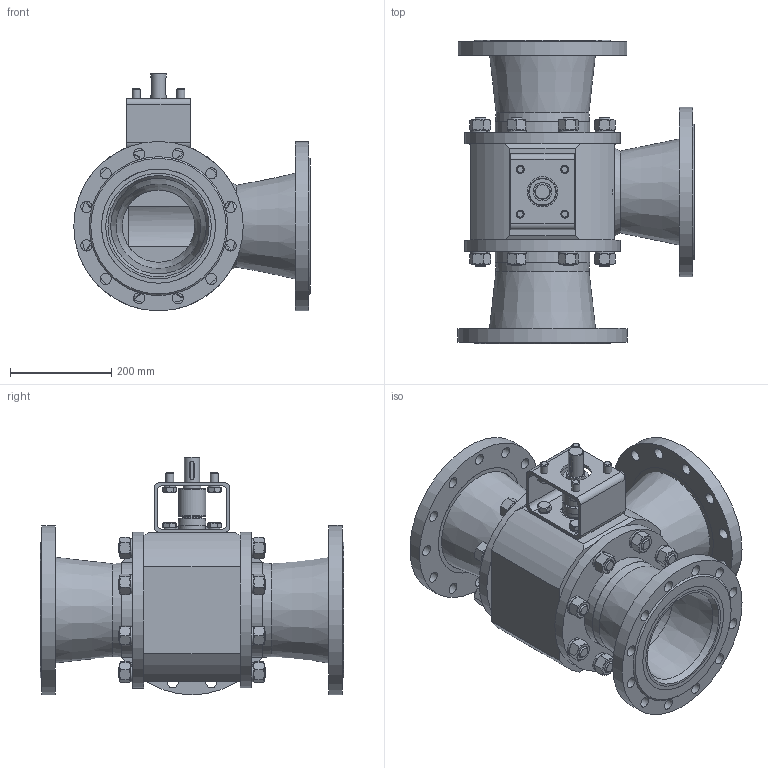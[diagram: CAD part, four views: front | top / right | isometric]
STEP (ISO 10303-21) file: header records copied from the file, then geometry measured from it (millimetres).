
FILE_DESCRIPTION(('STEP AP203'), '1');
FILE_NAME('埡39.041.200.000', '', ('UNSPECIFIED'), ('UNSPECIFIED'), 'ASCON STEP Converter 1.6', 'ASCON Math Kernel', '');
FILE_SCHEMA(('CONFIG_CONTROL_DESIGN'));
Length unit declared in the file: millimetre
Products named in the file (33): 埡39.041.200.030; 埡39.041.200.031; 埡39.041.200.032; 埡39.041.200.023; 埡39 010 150 046; 165-170-36; 埡39 010 150 009; 埡39 010 150 003; 埡39.041.200.020; 埡39.041.200.022; 埡39.041.200.021; 埡39.041.200.011; 埡39.041.150.011; 埡39 010 150 804; 032-037-030; 埡39 010 150 037; 埡39 010 150 036; 埡39 010 150 029; 埡39 010 150 803; 埡39 010 150 028; 埡39 010 150 026; 埡39.041.150.001; 埡39.041.150.002; 埡39.211.200.330; 埡39.211.200.331
Assembly tree (100 placements, depth 3):
  (unnamed)
    埡39.041.200.030
      埡39.041.200.031
      埡39.041.200.032
      埡39.041.200.023
    (unnamed)
    埡39 010 150 046  x2
    165-170-36  x2
    埡39 010 150 009  x2
    埡39 010 150 003  x2
    埡39.041.200.020  x2
      埡39.041.200.022
      埡39.041.200.021
      埡39.041.200.023
    埡39.041.200.011  x16
    (unnamed)  x16
    (unnamed)  x16
    埡39.041.150.011
    埡39 010 150 804
    032-037-030
    埡39 010 150 037
    埡39 010 150 036  x4
    埡39 010 150 029
    埡39 010 150 803
    埡39 010 150 028
    (unnamed)
    埡39 010 150 026
    埡39.041.150.001
    (unnamed)  x8
    (unnamed)  x8
    埡39.041.150.002
    埡39.211.200.330
      埡39.211.200.331  x2
Bounding box: 467.5 x 600 x 470 mm (x, y, z)
Volume: 20942167.6 mm3; surface area: 2936658.6 mm2
Topology: 107 solids, 107 shells, 1084 faces, 2334 edges, 1464 vertices
Faces by surface type: plane 535, cylinder 301, cone 221, torus 26, sphere 1
Full cylindrical faces by diameter (mm): 13 x4, 16 x12, 17 x4, 20.752 x16, 22 x36, 24 x32, 26 x16, 30 x1, 32.3 x1, 33 x1, 36 x2, 37 x12, 44.5 x1, 45 x2, 48 x9, 54 x3, 60 x3, 138 x2, 142 x3, 143 x2, 144 x4, 148 x4, 159 x2, 168 x6, 169 x4, 187 x2, 209 x9, 211.54 x2, 221 x4, 222 x2
Entity records: 22443 total; most frequent: CARTESIAN_POINT 5111, DIRECTION 2427, ORIENTED_EDGE 1684, AXIS2_PLACEMENT_3D 1096, EDGE_LOOP 852, EDGE_CURVE 842, VERTEX_POINT 664, CIRCLE 515
